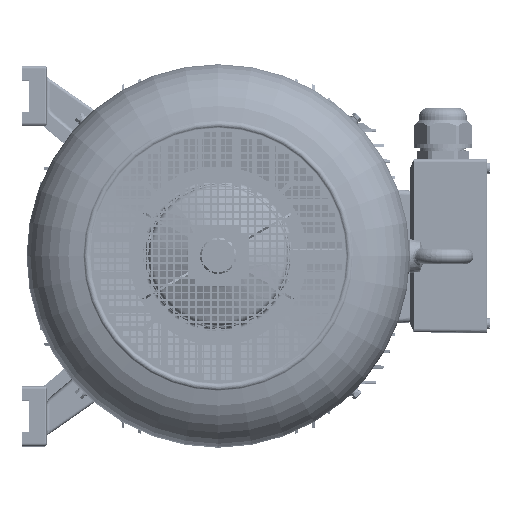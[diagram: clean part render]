
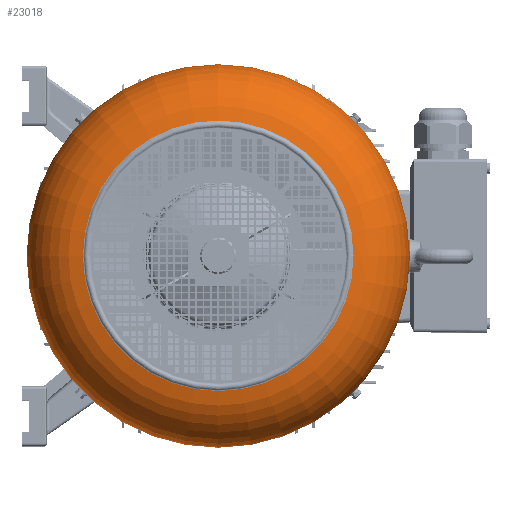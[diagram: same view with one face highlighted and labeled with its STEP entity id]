
A CAD part, top view. The second image highlights one B-rep face of the part: STEP entity #23018.
In plain terms, the highlighted toroidal (fillet/blend) face has major radius 181.5 mm and minor radius 92 mm.
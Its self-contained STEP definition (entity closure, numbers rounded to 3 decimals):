
#4431=TOROIDAL_SURFACE('',#144771,181.5,92.);
#21827=FACE_BOUND('',#39365,.T.);
#21828=FACE_BOUND('',#39366,.T.);
#23018=ADVANCED_FACE('',(#21827,#21828),#4431,.T.);
#39365=EDGE_LOOP('',(#81515));
#39366=EDGE_LOOP('',(#81516));
#81515=ORIENTED_EDGE('',*,*,#130081,.F.);
#81516=ORIENTED_EDGE('',*,*,#130068,.T.);
#117388=VERTEX_POINT('',#204717);
#117401=VERTEX_POINT('',#204798);
#130068=EDGE_CURVE('',#117388,#117388,#141281,.T.);
#130081=EDGE_CURVE('',#117401,#117401,#141288,.T.);
#141281=CIRCLE('',#144762,273.5);
#141288=CIRCLE('',#144770,193.092);
#144762=AXIS2_PLACEMENT_3D('',#204716,#162497,#162498);
#144770=AXIS2_PLACEMENT_3D('',#204797,#162513,#162514);
#144771=AXIS2_PLACEMENT_3D('',#204799,#162515,#162516);
#162497=DIRECTION('',(0.,0.,1.));
#162498=DIRECTION('',(1.,0.,0.));
#162513=DIRECTION('',(0.,0.,1.));
#162514=DIRECTION('',(1.,0.,0.));
#162515=DIRECTION('',(0.,0.,1.));
#162516=DIRECTION('',(1.,0.,0.));
#204716=CARTESIAN_POINT('',(204.672,302.904,748.624));
#204717=CARTESIAN_POINT('',(478.172,302.904,748.624));
#204797=CARTESIAN_POINT('',(204.672,302.904,839.891));
#204798=CARTESIAN_POINT('',(397.764,302.904,839.891));
#204799=CARTESIAN_POINT('',(204.672,302.904,748.624));
